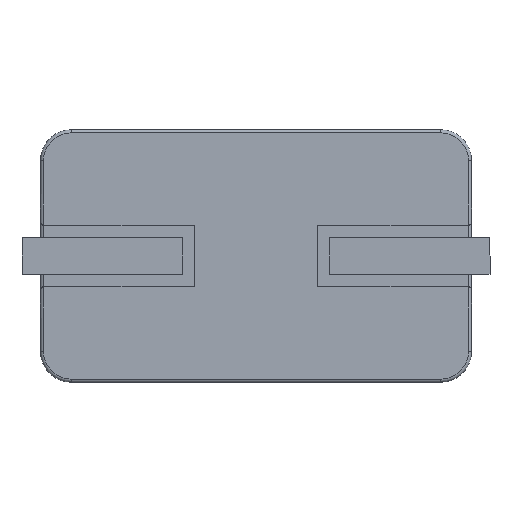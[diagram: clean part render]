
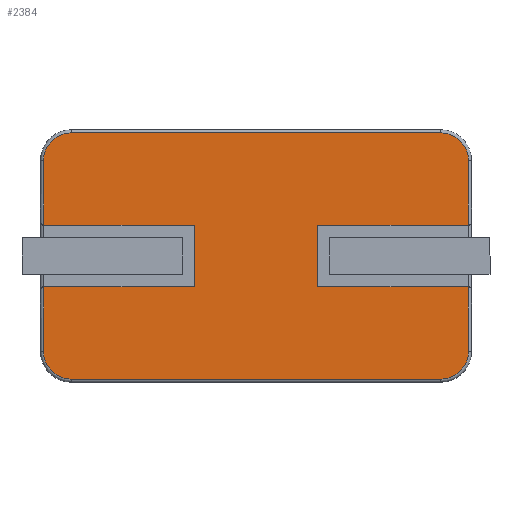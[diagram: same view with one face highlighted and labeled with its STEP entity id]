
A CAD part, front view. The second image highlights one B-rep face of the part: STEP entity #2384.
In plain terms, the highlighted planar face has unit normal (0, -1, 0).
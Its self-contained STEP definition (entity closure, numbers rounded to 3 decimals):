
#71 = DIRECTION ( 'NONE',  ( 0., 0., -1. ) ) ;
#120 = VERTEX_POINT ( 'NONE', #1018 ) ;
#166 = CARTESIAN_POINT ( 'NONE',  ( -3., 0., 1.55 ) ) ;
#172 = VERTEX_POINT ( 'NONE', #216 ) ;
#173 = LINE ( 'NONE', #1079, #1299 ) ;
#183 = ORIENTED_EDGE ( 'NONE', *, *, #994, .T. ) ;
#194 = CARTESIAN_POINT ( 'NONE',  ( -3.45, 0., -0.5 ) ) ;
#209 = CIRCLE ( 'NONE', #1669, 0.45 ) ;
#216 = CARTESIAN_POINT ( 'NONE',  ( 1., 0., 0.5 ) ) ;
#260 = CARTESIAN_POINT ( 'NONE',  ( 3.45, 0., 1.55 ) ) ;
#282 = CARTESIAN_POINT ( 'NONE',  ( -3., 0., -1.55 ) ) ;
#292 = EDGE_CURVE ( 'NONE', #864, #2490, #830, .T. ) ;
#312 = EDGE_CURVE ( 'NONE', #1351, #933, #1819, .T. ) ;
#328 = VERTEX_POINT ( 'NONE', #1905 ) ;
#339 = ORIENTED_EDGE ( 'NONE', *, *, #2554, .T. ) ;
#357 = VERTEX_POINT ( 'NONE', #702 ) ;
#374 = CIRCLE ( 'NONE', #1713, 0.45 ) ;
#377 = VECTOR ( 'NONE', #1032, 1000. ) ;
#440 = CARTESIAN_POINT ( 'NONE',  ( 1., 0., -0.5 ) ) ;
#457 = EDGE_LOOP ( 'NONE', ( #1765, #1158, #2604, #2324, #183, #1737, #2664, #1962, #2078, #2041, #2227, #736, #2529, #339, #1270, #515 ) ) ;
#481 = DIRECTION ( 'NONE',  ( 1., 0., 0. ) ) ;
#515 = ORIENTED_EDGE ( 'NONE', *, *, #919, .T. ) ;
#516 = DIRECTION ( 'NONE',  ( 0., 0., 1. ) ) ;
#527 = CARTESIAN_POINT ( 'NONE',  ( -1., 0., 0.5 ) ) ;
#646 = LINE ( 'NONE', #2142, #1334 ) ;
#672 = CARTESIAN_POINT ( 'NONE',  ( 1., 0., 0.5 ) ) ;
#700 = CARTESIAN_POINT ( 'NONE',  ( 3.45, 0., -0.5 ) ) ;
#702 = CARTESIAN_POINT ( 'NONE',  ( 3.45, 0., -1.55 ) ) ;
#718 = VECTOR ( 'NONE', #516, 1000. ) ;
#723 = LINE ( 'NONE', #2591, #2290 ) ;
#729 = EDGE_CURVE ( 'NONE', #357, #1078, #1106, .T. ) ;
#736 = ORIENTED_EDGE ( 'NONE', *, *, #2183, .T. ) ;
#795 = DIRECTION ( 'NONE',  ( 0., 0., -1. ) ) ;
#798 = CARTESIAN_POINT ( 'NONE',  ( -3., 0., 2. ) ) ;
#813 = DIRECTION ( 'NONE',  ( 0., -1., 0. ) ) ;
#830 = LINE ( 'NONE', #1258, #377 ) ;
#834 = DIRECTION ( 'NONE',  ( 0., -1., 0. ) ) ;
#840 = EDGE_CURVE ( 'NONE', #328, #1078, #2030, .T. ) ;
#841 = CARTESIAN_POINT ( 'NONE',  ( 3.45, 0., 0.5 ) ) ;
#847 = VECTOR ( 'NONE', #1584, 1000. ) ;
#852 = CARTESIAN_POINT ( 'NONE',  ( -3.45, 0., -1.55 ) ) ;
#864 = VERTEX_POINT ( 'NONE', #2503 ) ;
#867 = CARTESIAN_POINT ( 'NONE',  ( -3., 0., 2. ) ) ;
#869 = EDGE_CURVE ( 'NONE', #1958, #1181, #173, .T. ) ;
#873 = DIRECTION ( 'NONE',  ( 0., -1., 0. ) ) ;
#889 = VECTOR ( 'NONE', #1506, 1000. ) ;
#917 = DIRECTION ( 'NONE',  ( 0., 0., -1. ) ) ;
#919 = EDGE_CURVE ( 'NONE', #1630, #864, #646, .T. ) ;
#933 = VERTEX_POINT ( 'NONE', #1988 ) ;
#966 = AXIS2_PLACEMENT_3D ( 'NONE', #1233, #813, #2243 ) ;
#978 = EDGE_CURVE ( 'NONE', #1958, #172, #1066, .T. ) ;
#994 = EDGE_CURVE ( 'NONE', #120, #357, #209, .T. ) ;
#1018 = CARTESIAN_POINT ( 'NONE',  ( 3., 0., -2. ) ) ;
#1030 = CARTESIAN_POINT ( 'NONE',  ( 3., 0., -1.55 ) ) ;
#1032 = DIRECTION ( 'NONE',  ( -1., 0., 0. ) ) ;
#1059 = CARTESIAN_POINT ( 'NONE',  ( -3.45, 0., 0.5 ) ) ;
#1066 = LINE ( 'NONE', #672, #2272 ) ;
#1078 = VERTEX_POINT ( 'NONE', #1924 ) ;
#1079 = CARTESIAN_POINT ( 'NONE',  ( 3.45, 0., 1.55 ) ) ;
#1091 = DIRECTION ( 'NONE',  ( 0., 0., 1. ) ) ;
#1106 = LINE ( 'NONE', #700, #718 ) ;
#1111 = DIRECTION ( 'NONE',  ( 1., 0., 0. ) ) ;
#1126 = CARTESIAN_POINT ( 'NONE',  ( 3., 0., 2. ) ) ;
#1132 = CARTESIAN_POINT ( 'NONE',  ( -3.45, 0., -1.55 ) ) ;
#1158 = ORIENTED_EDGE ( 'NONE', *, *, #1163, .T. ) ;
#1163 = EDGE_CURVE ( 'NONE', #2490, #1351, #2215, .T. ) ;
#1181 = VERTEX_POINT ( 'NONE', #260 ) ;
#1233 = CARTESIAN_POINT ( 'NONE',  ( 3., 0., 1.55 ) ) ;
#1258 = CARTESIAN_POINT ( 'NONE',  ( -1., 0., -0.5 ) ) ;
#1270 = ORIENTED_EDGE ( 'NONE', *, *, #1751, .T. ) ;
#1281 = DIRECTION ( 'NONE',  ( 0., 0., -1. ) ) ;
#1290 = DIRECTION ( 'NONE',  ( 0., 0., -1. ) ) ;
#1299 = VECTOR ( 'NONE', #1091, 1000. ) ;
#1302 = DIRECTION ( 'NONE',  ( -1., 0., 0. ) ) ;
#1334 = VECTOR ( 'NONE', #917, 1000. ) ;
#1341 = EDGE_CURVE ( 'NONE', #933, #120, #1369, .T. ) ;
#1343 = VERTEX_POINT ( 'NONE', #1126 ) ;
#1351 = VERTEX_POINT ( 'NONE', #1132 ) ;
#1369 = LINE ( 'NONE', #1553, #2618 ) ;
#1392 = DIRECTION ( 'NONE',  ( 0., -1., 0. ) ) ;
#1405 = DIRECTION ( 'NONE',  ( 0., 0., -1. ) ) ;
#1506 = DIRECTION ( 'NONE',  ( -1., 0., 0. ) ) ;
#1530 = VECTOR ( 'NONE', #1281, 1000. ) ;
#1548 = VERTEX_POINT ( 'NONE', #798 ) ;
#1552 = CARTESIAN_POINT ( 'NONE',  ( 0., 0., 0.5 ) ) ;
#1553 = CARTESIAN_POINT ( 'NONE',  ( 3., 0., -2. ) ) ;
#1584 = DIRECTION ( 'NONE',  ( 1., 0., 0. ) ) ;
#1593 = AXIS2_PLACEMENT_3D ( 'NONE', #282, #873, #1290 ) ;
#1615 = EDGE_CURVE ( 'NONE', #172, #328, #723, .T. ) ;
#1630 = VERTEX_POINT ( 'NONE', #527 ) ;
#1669 = AXIS2_PLACEMENT_3D ( 'NONE', #1030, #834, #71 ) ;
#1682 = CARTESIAN_POINT ( 'NONE',  ( -3.45, 0., 1.55 ) ) ;
#1713 = AXIS2_PLACEMENT_3D ( 'NONE', #166, #2196, #1405 ) ;
#1737 = ORIENTED_EDGE ( 'NONE', *, *, #729, .T. ) ;
#1751 = EDGE_CURVE ( 'NONE', #2042, #1630, #1815, .T. ) ;
#1758 = VECTOR ( 'NONE', #795, 1000. ) ;
#1765 = ORIENTED_EDGE ( 'NONE', *, *, #292, .T. ) ;
#1771 = CIRCLE ( 'NONE', #966, 0.45 ) ;
#1815 = LINE ( 'NONE', #1552, #847 ) ;
#1819 = CIRCLE ( 'NONE', #1593, 0.45 ) ;
#1865 = EDGE_CURVE ( 'NONE', #1548, #2117, #374, .T. ) ;
#1905 = CARTESIAN_POINT ( 'NONE',  ( 1., 0., -0.5 ) ) ;
#1912 = EDGE_CURVE ( 'NONE', #1181, #1343, #1771, .T. ) ;
#1924 = CARTESIAN_POINT ( 'NONE',  ( 3.45, 0., -0.5 ) ) ;
#1958 = VERTEX_POINT ( 'NONE', #841 ) ;
#1962 = ORIENTED_EDGE ( 'NONE', *, *, #1615, .F. ) ;
#1988 = CARTESIAN_POINT ( 'NONE',  ( -3., 0., -2. ) ) ;
#2002 = VECTOR ( 'NONE', #1111, 1000. ) ;
#2014 = PLANE ( 'NONE',  #2283 ) ;
#2030 = LINE ( 'NONE', #440, #2002 ) ;
#2041 = ORIENTED_EDGE ( 'NONE', *, *, #869, .T. ) ;
#2042 = VERTEX_POINT ( 'NONE', #1059 ) ;
#2078 = ORIENTED_EDGE ( 'NONE', *, *, #978, .F. ) ;
#2117 = VERTEX_POINT ( 'NONE', #1682 ) ;
#2142 = CARTESIAN_POINT ( 'NONE',  ( -1., 0., 0.5 ) ) ;
#2170 = DIRECTION ( 'NONE',  ( 0., 0., -1. ) ) ;
#2175 = DIRECTION ( 'NONE',  ( 0., 0., -1. ) ) ;
#2183 = EDGE_CURVE ( 'NONE', #1343, #1548, #2426, .T. ) ;
#2196 = DIRECTION ( 'NONE',  ( 0., -1., 0. ) ) ;
#2215 = LINE ( 'NONE', #852, #1530 ) ;
#2227 = ORIENTED_EDGE ( 'NONE', *, *, #1912, .T. ) ;
#2243 = DIRECTION ( 'NONE',  ( 0., 0., -1. ) ) ;
#2272 = VECTOR ( 'NONE', #1302, 1000. ) ;
#2283 = AXIS2_PLACEMENT_3D ( 'NONE', #2622, #1392, #2175 ) ;
#2286 = LINE ( 'NONE', #2641, #1758 ) ;
#2290 = VECTOR ( 'NONE', #2170, 1000. ) ;
#2324 = ORIENTED_EDGE ( 'NONE', *, *, #1341, .T. ) ;
#2384 = ADVANCED_FACE ( 'NONE', ( #2485 ), #2014, .T. ) ;
#2426 = LINE ( 'NONE', #867, #889 ) ;
#2485 = FACE_OUTER_BOUND ( 'NONE', #457, .T. ) ;
#2490 = VERTEX_POINT ( 'NONE', #194 ) ;
#2503 = CARTESIAN_POINT ( 'NONE',  ( -1., 0., -0.5 ) ) ;
#2529 = ORIENTED_EDGE ( 'NONE', *, *, #1865, .T. ) ;
#2554 = EDGE_CURVE ( 'NONE', #2117, #2042, #2286, .T. ) ;
#2591 = CARTESIAN_POINT ( 'NONE',  ( 1., 0., 0.5 ) ) ;
#2604 = ORIENTED_EDGE ( 'NONE', *, *, #312, .T. ) ;
#2618 = VECTOR ( 'NONE', #481, 1000. ) ;
#2622 = CARTESIAN_POINT ( 'NONE',  ( 0., 0., 0. ) ) ;
#2641 = CARTESIAN_POINT ( 'NONE',  ( -3.45, 0., 0.5 ) ) ;
#2664 = ORIENTED_EDGE ( 'NONE', *, *, #840, .F. ) ;
